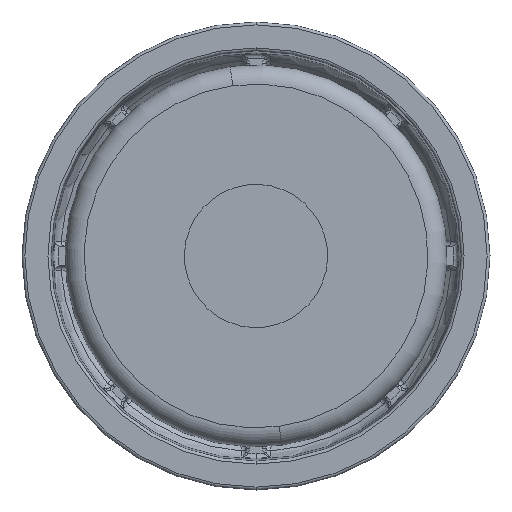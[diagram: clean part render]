
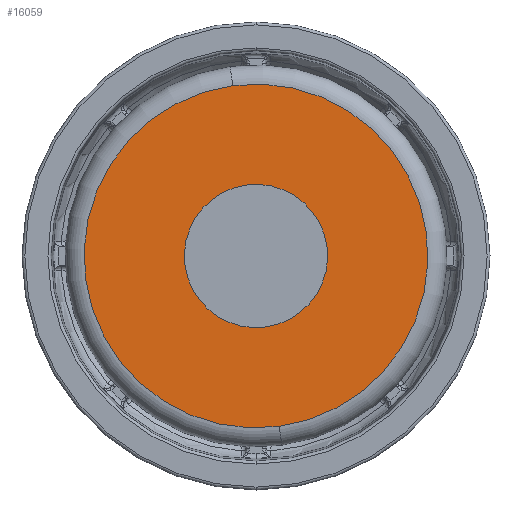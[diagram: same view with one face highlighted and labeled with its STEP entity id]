
A CAD part, front view. The second image highlights one B-rep face of the part: STEP entity #16059.
In plain terms, the highlighted planar face has unit normal (0, -1, 0).
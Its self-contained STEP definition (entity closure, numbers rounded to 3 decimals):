
#100 = AXIS2_PLACEMENT_3D ( 'NONE', #11887, #4221, #13121 ) ;
#220 = DIRECTION ( 'NONE',  ( 0., 0., -1. ) ) ;
#263 = EDGE_CURVE ( 'NONE', #12976, #13574, #14486, .T. ) ;
#2120 = CARTESIAN_POINT ( 'NONE',  ( 0., 0., -7.5 ) ) ;
#2243 = CARTESIAN_POINT ( 'NONE',  ( 0., 0., 18. ) ) ;
#2466 = DIRECTION ( 'NONE',  ( 0., -1., 0. ) ) ;
#4084 = CARTESIAN_POINT ( 'NONE',  ( 7.5, 0., 0. ) ) ;
#4221 = DIRECTION ( 'NONE',  ( 0., -1., 0. ) ) ;
#4278 = VERTEX_POINT ( 'NONE', #2120 ) ;
#4558 = ORIENTED_EDGE ( 'NONE', *, *, #10096, .T. ) ;
#4755 = ORIENTED_EDGE ( 'NONE', *, *, #263, .T. ) ;
#4805 = ORIENTED_EDGE ( 'NONE', *, *, #9330, .F. ) ;
#4850 = ORIENTED_EDGE ( 'NONE', *, *, #6459, .F. ) ;
#4905 = AXIS2_PLACEMENT_3D ( 'NONE', #12799, #5163, #14006 ) ;
#5069 = CIRCLE ( 'NONE', #15744, 18. ) ;
#5163 = DIRECTION ( 'NONE',  ( 0., -1., 0. ) ) ;
#5191 = EDGE_LOOP ( 'NONE', ( #4805, #4850 ) ) ;
#5452 = CARTESIAN_POINT ( 'NONE',  ( 0., 0., -18. ) ) ;
#6059 = FACE_BOUND ( 'NONE', #5191, .T. ) ;
#6097 = AXIS2_PLACEMENT_3D ( 'NONE', #15261, #15124, #11142 ) ;
#6459 = EDGE_CURVE ( 'NONE', #15809, #4278, #6751, .T. ) ;
#6751 = CIRCLE ( 'NONE', #100, 7.5 ) ;
#7288 = CARTESIAN_POINT ( 'NONE',  ( 0., 0., 7.5 ) ) ;
#8076 = DIRECTION ( 'NONE',  ( 0., -1., 0. ) ) ;
#9330 = EDGE_CURVE ( 'NONE', #4278, #15809, #13596, .T. ) ;
#10096 = EDGE_CURVE ( 'NONE', #13574, #12976, #5069, .T. ) ;
#10167 = CARTESIAN_POINT ( 'NONE',  ( 0., 0., 0. ) ) ;
#10297 = FACE_OUTER_BOUND ( 'NONE', #15656, .T. ) ;
#11142 = DIRECTION ( 'NONE',  ( 0., 0., -1. ) ) ;
#11403 = DIRECTION ( 'NONE',  ( 0., 0., -1. ) ) ;
#11887 = CARTESIAN_POINT ( 'NONE',  ( 0., 0., 0. ) ) ;
#12501 = AXIS2_PLACEMENT_3D ( 'NONE', #4084, #8076, #220 ) ;
#12799 = CARTESIAN_POINT ( 'NONE',  ( 0., 0., 0. ) ) ;
#12976 = VERTEX_POINT ( 'NONE', #2243 ) ;
#13121 = DIRECTION ( 'NONE',  ( 0., 0., -1. ) ) ;
#13574 = VERTEX_POINT ( 'NONE', #5452 ) ;
#13596 = CIRCLE ( 'NONE', #4905, 7.5 ) ;
#14006 = DIRECTION ( 'NONE',  ( 0., 0., -1. ) ) ;
#14486 = CIRCLE ( 'NONE', #6097, 18. ) ;
#15124 = DIRECTION ( 'NONE',  ( 0., -1., 0. ) ) ;
#15261 = CARTESIAN_POINT ( 'NONE',  ( 0., 0., 0. ) ) ;
#15414 = PLANE ( 'NONE',  #12501 ) ;
#15656 = EDGE_LOOP ( 'NONE', ( #4558, #4755 ) ) ;
#15744 = AXIS2_PLACEMENT_3D ( 'NONE', #10167, #2466, #11403 ) ;
#15809 = VERTEX_POINT ( 'NONE', #7288 ) ;
#16059 = ADVANCED_FACE ( 'NONE', ( #10297, #6059 ), #15414, .T. ) ;
